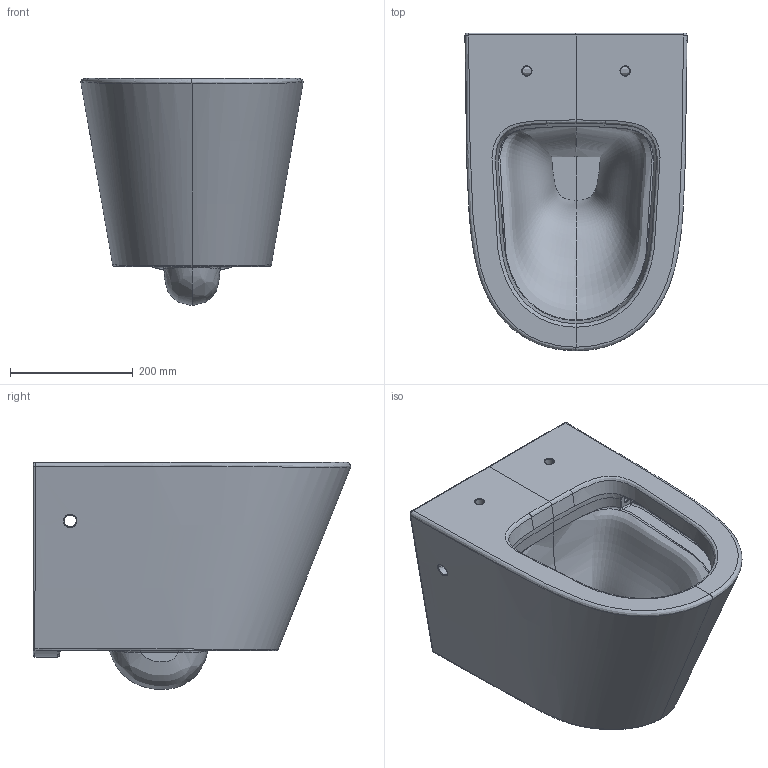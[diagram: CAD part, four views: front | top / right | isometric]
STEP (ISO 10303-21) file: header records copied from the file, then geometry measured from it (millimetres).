
FILE_DESCRIPTION(/* description */ (''),/* implementation_level */ '2;1');
FILE_NAME(/* name */ 'c623wh',/* time_stamp */ '2022-01-06T16:53:37+08:00',/* author */ (''),/* organization */ (''),/* preprocessor_version */ 'ST-DEVELOPER v16.5',/* originating_system */ '',/* authorisation */ '');
FILE_SCHEMA (('AUTOMOTIVE_DESIGN'));
Length unit declared in the file: millimetre
Products named in the file (1): Document
Bounding box: 361.49 x 516.61 x 369.29 mm (x, y, z)
Surface area: 883730.5 mm2 (no closed solid volume)
Topology: 0 solids, 1 shells, 124 faces, 287 edges, 159 vertices
Faces by surface type: bspline 106, plane 18
Entity records: 33643 total; most frequent: CARTESIAN_POINT 32074, ORIENTED_EDGE 554, EDGE_CURVE 281, VERTEX_POINT 159, EDGE_LOOP 130, ADVANCED_FACE 124, FACE_OUTER_BOUND 124, B_SPLINE_CURVE_WITH_KNOTS 88
